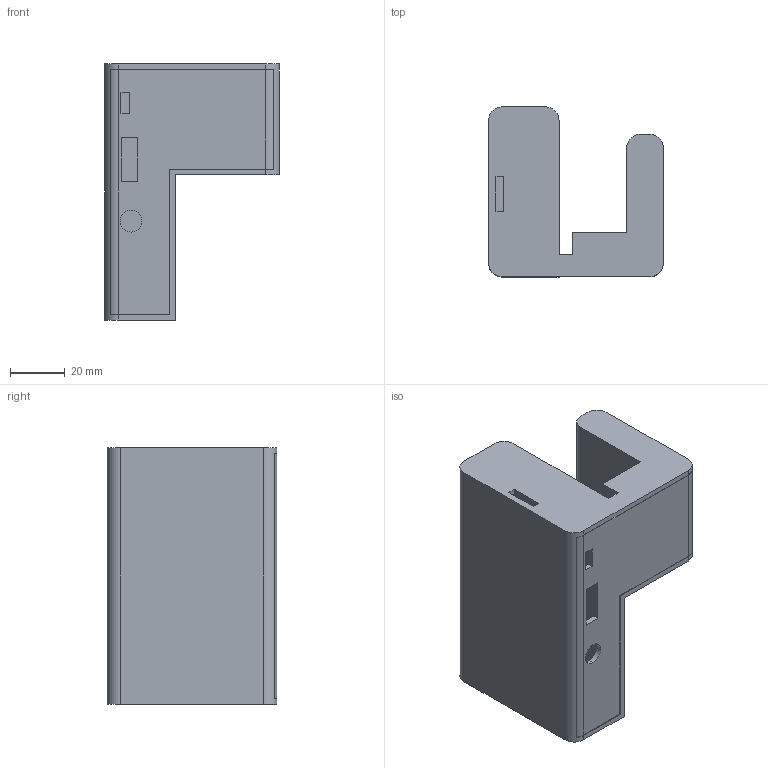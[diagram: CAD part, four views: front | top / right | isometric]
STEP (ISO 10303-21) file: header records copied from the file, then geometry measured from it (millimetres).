
FILE_DESCRIPTION (( 'STEP AP203' ), '1' );
FILE_NAME ('Part5^Assem30.STEP', '2014-08-27T11:49:13', ( '' ), ( '' ), 'SwSTEP 2.0', 'SolidWorks 2013', '' );
FILE_SCHEMA (( 'CONFIG_CONTROL_DESIGN' ));
Length unit declared in the file: millimetre
Products named in the file (1): Part5^Assem30
Bounding box: 63.8 x 62 x 93.5 mm (x, y, z)
Volume: 55102.7 mm3; surface area: 53824.6 mm2
Topology: 3 solids, 3 shells, 103 faces, 287 edges, 190 vertices
Faces by surface type: plane 81, cylinder 22
Entity records: 3390 total; most frequent: CARTESIAN_POINT 581, ORIENTED_EDGE 574, DIRECTION 543, EDGE_CURVE 287, VECTOR 239, LINE 239, VERTEX_POINT 190, AXIS2_PLACEMENT_3D 152
